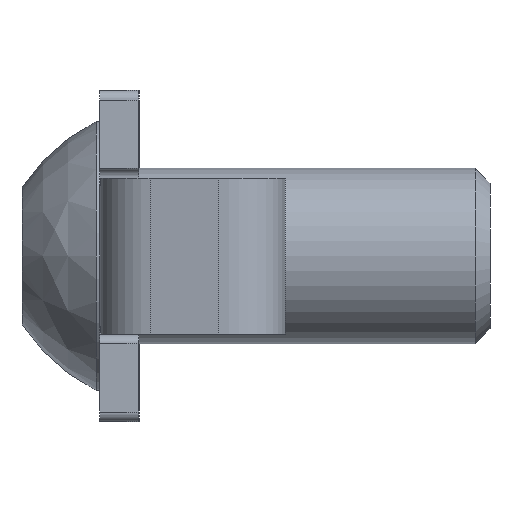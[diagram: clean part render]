
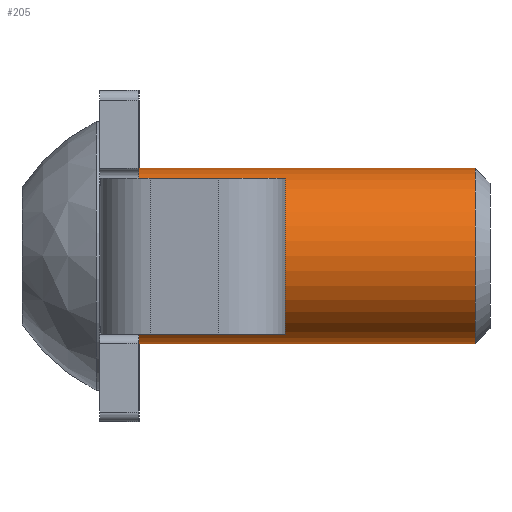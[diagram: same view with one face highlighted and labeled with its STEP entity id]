
A CAD part, left-side view. The second image highlights one B-rep face of the part: STEP entity #205.
In plain terms, the highlighted cylindrical face has radius 4.5 mm (diameter 9 mm), a full revolution.
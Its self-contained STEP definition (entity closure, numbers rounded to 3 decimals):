
#205 = ADVANCED_FACE( '', ( #425, #426 ), #427, .T. );
#425 = FACE_OUTER_BOUND( '', #686, .T. );
#426 = FACE_OUTER_BOUND( '', #687, .T. );
#427 = CYLINDRICAL_SURFACE( '', #688, 4.5 );
#686 = EDGE_LOOP( '', ( #1263 ) );
#687 = EDGE_LOOP( '', ( #1264 ) );
#688 = AXIS2_PLACEMENT_3D( '', #1265, #1266, #1267 );
#1263 = ORIENTED_EDGE( '', *, *, #1417, .F. );
#1264 = ORIENTED_EDGE( '', *, *, #1626, .F. );
#1265 = CARTESIAN_POINT( '', ( 0., -20., 0. ) );
#1266 = DIRECTION( '', ( 0., 1., 0. ) );
#1267 = DIRECTION( '', ( 0., 0., -1. ) );
#1417 = EDGE_CURVE( '', #1693, #1693, #1694, .T. );
#1626 = EDGE_CURVE( '', #2013, #2013, #2014, .T. );
#1693 = VERTEX_POINT( '', #2096 );
#1694 = CIRCLE( '', #2097, 4.5 );
#2013 = VERTEX_POINT( '', #2569 );
#2014 = CIRCLE( '', #2570, 4.5 );
#2096 = CARTESIAN_POINT( '', ( 0., -19.233, -4.5 ) );
#2097 = AXIS2_PLACEMENT_3D( '', #2646, #2647, #2648 );
#2569 = CARTESIAN_POINT( '', ( 4.5, -2., 0. ) );
#2570 = AXIS2_PLACEMENT_3D( '', #2876, #2877, #2878 );
#2646 = CARTESIAN_POINT( '', ( 0., -19.233, 0. ) );
#2647 = DIRECTION( '', ( 0., -1., 0. ) );
#2648 = DIRECTION( '', ( 0., 0., -1. ) );
#2876 = CARTESIAN_POINT( '', ( 0., -2., 0. ) );
#2877 = DIRECTION( '', ( 0., 1., 0. ) );
#2878 = DIRECTION( '', ( 1., 0., 0. ) );
